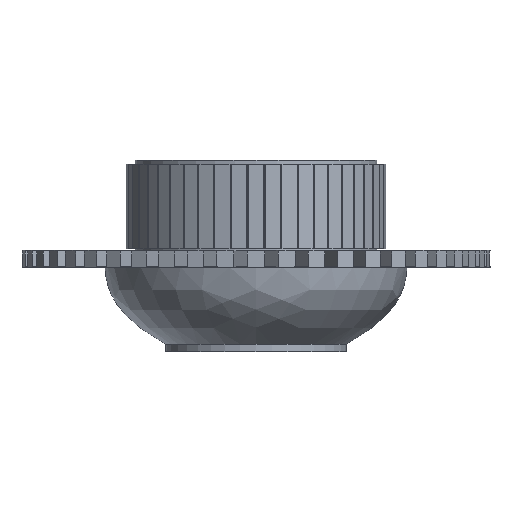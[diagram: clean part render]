
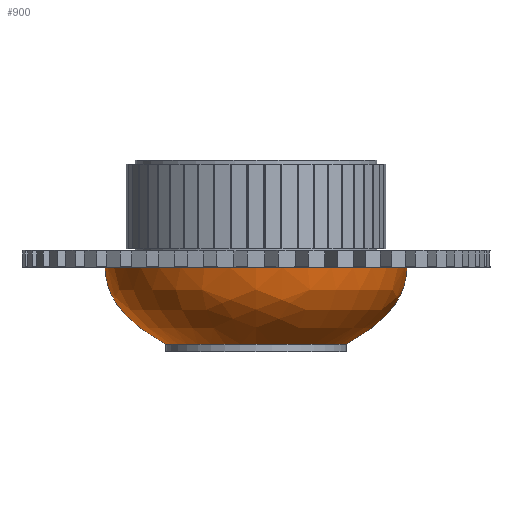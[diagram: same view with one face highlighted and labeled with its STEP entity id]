
A CAD part, front view. The second image highlights one B-rep face of the part: STEP entity #900.
In plain terms, the highlighted free-form (B-spline) face has degree [3, 2] with [5, 5] control points.
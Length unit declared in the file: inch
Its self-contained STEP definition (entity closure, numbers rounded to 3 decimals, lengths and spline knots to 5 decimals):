
#14=(
BOUNDED_SURFACE()
B_SPLINE_SURFACE(3,2,((#30806,#30807,#30808,#30809,#30810),(#30811,#30812,
#30813,#30814,#30815),(#30816,#30817,#30818,#30819,#30820),(#30821,#30822,
#30823,#30824,#30825),(#30826,#30827,#30828,#30829,#30830)),
 .UNSPECIFIED.,.F.,.F.,.F.)
B_SPLINE_SURFACE_WITH_KNOTS((4,1,4),(3,2,3),(0.,0.51859,0.88528),
(-5.46424,-4.09818,-2.73212),.UNSPECIFIED.)
GEOMETRIC_REPRESENTATION_ITEM()
RATIONAL_B_SPLINE_SURFACE(((1.,0.707,1.,0.707,1.),
(1.,0.707,1.,0.707,1.),(1.,0.707,1.,
0.707,1.),(1.,0.707,1.,0.707,1.),(1.,
0.707,1.,0.707,1.)))
REPRESENTATION_ITEM('')
SURFACE()
);
#900=ADVANCED_FACE('',(#2073),#14,.T.);
#2073=FACE_OUTER_BOUND('',#3247,.T.);
#3247=EDGE_LOOP('',(#7251,#7252,#7253,#7254));
#7251=ORIENTED_EDGE('',*,*,#11320,.T.);
#7252=ORIENTED_EDGE('',*,*,#11312,.T.);
#7253=ORIENTED_EDGE('',*,*,#11333,.F.);
#7254=ORIENTED_EDGE('',*,*,#11332,.F.);
#11312=EDGE_CURVE('',#17545,#17553,#12732,.T.);
#11320=EDGE_CURVE('',#17556,#17545,#15016,.T.);
#11332=EDGE_CURVE('',#17556,#17564,#12737,.T.);
#11333=EDGE_CURVE('',#17564,#17553,#15024,.T.);
#12732=(
BOUNDED_CURVE()
B_SPLINE_CURVE(3,(#30914,#30915,#30916,#30917),.UNSPECIFIED.,.F.,.F.)
B_SPLINE_CURVE_WITH_KNOTS((4,4),(0.,0.51859),.UNSPECIFIED.)
CURVE()
GEOMETRIC_REPRESENTATION_ITEM()
RATIONAL_B_SPLINE_CURVE((1.,1.,1.,1.))
REPRESENTATION_ITEM('')
);
#12737=(
BOUNDED_CURVE()
B_SPLINE_CURVE(3,(#30974,#30975,#30976,#30977),.UNSPECIFIED.,.F.,.F.)
B_SPLINE_CURVE_WITH_KNOTS((4,4),(0.,0.51859),.UNSPECIFIED.)
CURVE()
GEOMETRIC_REPRESENTATION_ITEM()
RATIONAL_B_SPLINE_CURVE((1.,1.,1.,1.))
REPRESENTATION_ITEM('')
);
#15016=TRIMMED_CURVE($,#15998,(#30943),(#30944),.T.,.CARTESIAN.);
#15024=TRIMMED_CURVE($,#16006,(#30979),(#30980),.T.,.CARTESIAN.);
#15998=CIRCLE('',#20871,0.375);
#16006=CIRCLE('',#20879,0.625);
#17545=VERTEX_POINT('',#30858);
#17553=VERTEX_POINT('',#30866);
#17556=VERTEX_POINT('',#30869);
#17564=VERTEX_POINT('',#30877);
#20871=AXIS2_PLACEMENT_3D($,#30942,#23612,#23613);
#20879=AXIS2_PLACEMENT_3D($,#30978,#23628,#23629);
#23612=DIRECTION('',(0.,0.,1.));
#23613=DIRECTION('',(-1.,0.,0.));
#23628=DIRECTION('',(0.,0.,1.));
#23629=DIRECTION('',(-1.,0.,0.));
#30806=CARTESIAN_POINT('',(6.91055,1.60694,0.));
#30807=CARTESIAN_POINT('',(6.91055,1.23194,0.));
#30808=CARTESIAN_POINT('',(6.53555,1.23194,0.));
#30809=CARTESIAN_POINT('',(6.16055,1.23194,0.));
#30810=CARTESIAN_POINT('',(6.16055,1.60694,0.));
#30811=CARTESIAN_POINT('',(7.07236,1.60694,0.08694));
#30812=CARTESIAN_POINT('',(7.07236,1.07014,0.08694));
#30813=CARTESIAN_POINT('',(6.53555,1.07014,0.08694));
#30814=CARTESIAN_POINT('',(5.99875,1.07014,0.08694));
#30815=CARTESIAN_POINT('',(5.99875,1.60694,0.08694));
#30816=CARTESIAN_POINT('',(7.21858,1.60694,0.25728));
#30817=CARTESIAN_POINT('',(7.21858,0.92391,0.25728));
#30818=CARTESIAN_POINT('',(6.53555,0.92391,0.25728));
#30819=CARTESIAN_POINT('',(5.85252,0.92391,0.25728));
#30820=CARTESIAN_POINT('',(5.85252,1.60694,0.25728));
#30821=CARTESIAN_POINT('',(7.12259,1.60694,0.51855));
#30822=CARTESIAN_POINT('',(7.12259,1.01991,0.51855));
#30823=CARTESIAN_POINT('',(6.53555,1.01991,0.51855));
#30824=CARTESIAN_POINT('',(5.94852,1.01991,0.51855));
#30825=CARTESIAN_POINT('',(5.94852,1.60694,0.51855));
#30826=CARTESIAN_POINT('',(7.03555,1.60694,0.63542));
#30827=CARTESIAN_POINT('',(7.03555,1.10694,0.63542));
#30828=CARTESIAN_POINT('',(6.53555,1.10694,0.63542));
#30829=CARTESIAN_POINT('',(6.03555,1.10694,0.63542));
#30830=CARTESIAN_POINT('',(6.03555,1.60694,0.63542));
#30858=CARTESIAN_POINT('',(6.91055,1.60694,0.));
#30866=CARTESIAN_POINT('',(7.16055,1.60694,0.31771));
#30869=CARTESIAN_POINT('',(6.16055,1.60694,0.));
#30877=CARTESIAN_POINT('',(5.91055,1.60694,0.31771));
#30914=CARTESIAN_POINT('',(6.91055,1.60694,0.));
#30915=CARTESIAN_POINT('',(7.07236,1.60694,0.08694));
#30916=CARTESIAN_POINT('',(7.15801,1.60694,0.18672));
#30917=CARTESIAN_POINT('',(7.16055,1.60694,0.31771));
#30942=CARTESIAN_POINT('',(6.53555,1.60694,0.));
#30943=CARTESIAN_POINT('',(6.16055,1.60694,0.));
#30944=CARTESIAN_POINT('',(6.91055,1.60694,0.));
#30974=CARTESIAN_POINT('',(6.16055,1.60694,0.));
#30975=CARTESIAN_POINT('',(5.99875,1.60694,0.08694));
#30976=CARTESIAN_POINT('',(5.91309,1.60694,0.18672));
#30977=CARTESIAN_POINT('',(5.91055,1.60694,0.31771));
#30978=CARTESIAN_POINT('',(6.53555,1.60694,0.31771));
#30979=CARTESIAN_POINT('',(5.91055,1.60694,0.31771));
#30980=CARTESIAN_POINT('',(7.16055,1.60694,0.31771));
